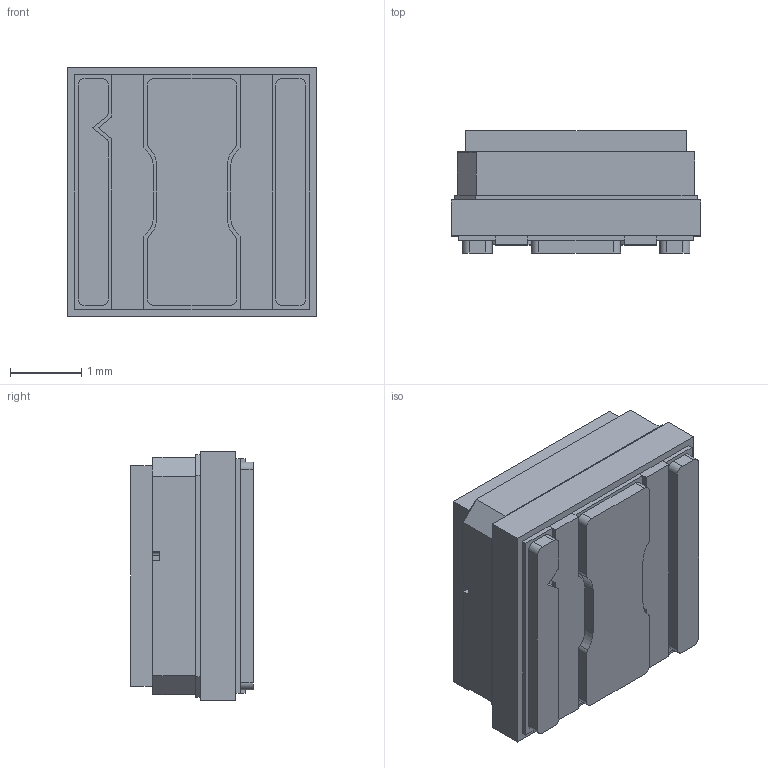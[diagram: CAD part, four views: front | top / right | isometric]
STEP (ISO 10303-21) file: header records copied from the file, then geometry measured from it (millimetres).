
FILE_DESCRIPTION (( 'STEP AP214' ), '1' );
FILE_NAME ('SBT-10X-UV_DF_OA_05202022.STEP', '2023-03-31T23:51:14', ( '' ), ( '' ), 'SwSTEP 2.0', 'SolidWorks 2021', '' );
FILE_SCHEMA (( 'AUTOMOTIVE_DESIGN' ));
Length unit declared in the file: millimetre
Products named in the file (1): SBT-10X-UV_DF_OA_05202022
Bounding box: 3.5 x 1.72 x 3.5 mm (x, y, z)
Volume: 15.9 mm3; surface area: 110.9 mm2
Topology: 6 solids, 6 shells, 228 faces, 608 edges, 408 vertices
Faces by surface type: plane 160, cylinder 68
Entity records: 7193 total; most frequent: CARTESIAN_POINT 1251, DIRECTION 1220, ORIENTED_EDGE 1216, EDGE_CURVE 608, VECTOR 450, LINE 450, VERTEX_POINT 408, AXIS2_PLACEMENT_3D 385
